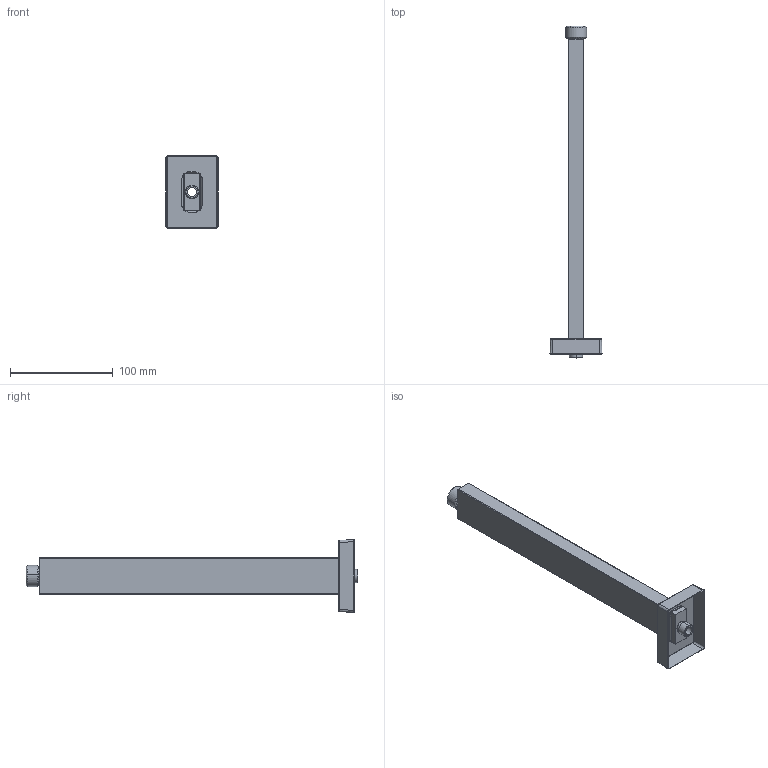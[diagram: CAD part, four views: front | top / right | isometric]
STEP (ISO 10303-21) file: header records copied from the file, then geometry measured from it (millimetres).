
FILE_DESCRIPTION (( 'STEP AP203' ), '1' );
FILE_NAME ('99ZP09010.STEP', '2023-10-27T11:16:33', ( '' ), ( '' ), 'SwSTEP 2.0', 'SolidWorks 2021', '' );
FILE_SCHEMA (( 'CONFIG_CONTROL_DESIGN' ));
Length unit declared in the file: millimetre
Products named in the file (1): 99ZP09010
Bounding box: 50.71 x 323.7 x 70.71 mm (x, y, z)
Volume: 63446.7 mm3; surface area: 73522.4 mm2
Topology: 3 solids, 3 shells, 142 faces, 340 edges, 214 vertices
Faces by surface type: cylinder 62, plane 58, cone 14, bspline 8
Entity records: 4387 total; most frequent: CARTESIAN_POINT 1145, ORIENTED_EDGE 680, DIRECTION 628, EDGE_CURVE 340, AXIS2_PLACEMENT_3D 225, VERTEX_POINT 214, LINE 178, VECTOR 178
